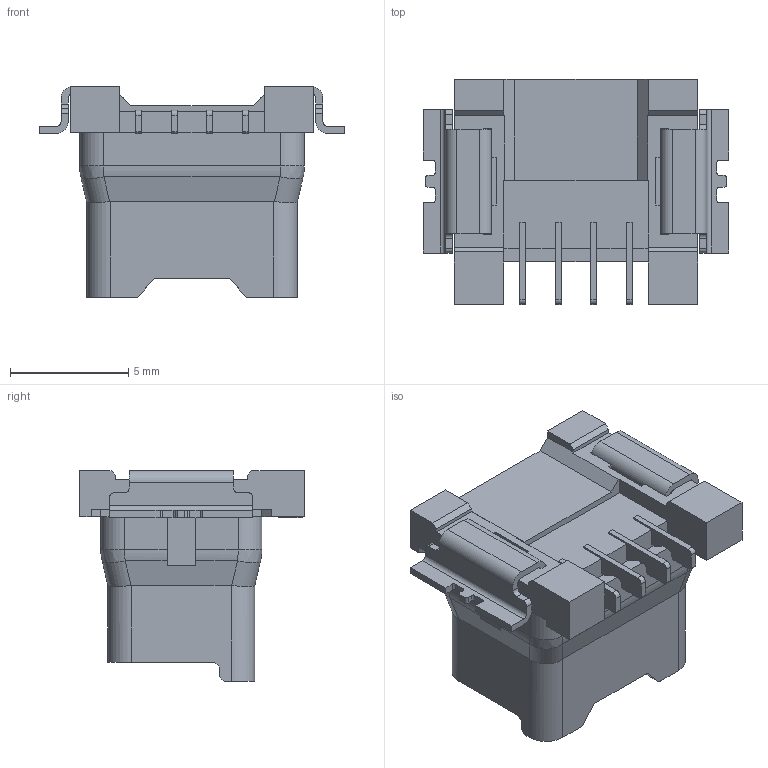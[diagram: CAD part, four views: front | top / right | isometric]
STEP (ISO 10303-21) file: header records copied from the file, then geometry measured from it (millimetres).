
FILE_DESCRIPTION((''),'2;1');
FILE_NAME('5033950410','2016-04-05T',('me'),(''),'PRO/ENGINEER BY PARAMETRIC TECHNOLOGY CORPORATION, 2012310','PRO/ENGINEER BY PARAMETRIC TECHNOLOGY CORPORATION, 2012310','');
FILE_SCHEMA(('CONFIG_CONTROL_DESIGN'));
Length unit declared in the file: millimetre
Products named in the file (1): 5033950410
Bounding box: 12.9 x 9.5 x 8.9 mm (x, y, z)
Volume: 314.9 mm3; surface area: 808.4 mm2
Topology: 1 solids, 1 shells, 403 faces, 1198 edges, 793 vertices
Faces by surface type: plane 317, cylinder 82, bspline 4
Entity records: 13477 total; most frequent: CARTESIAN_POINT 2578, ORIENTED_EDGE 2342, DIRECTION 2122, EDGE_CURVE 1171, VECTOR 1030, LINE 1030, VERTEX_POINT 766, AXIS2_PLACEMENT_3D 546
